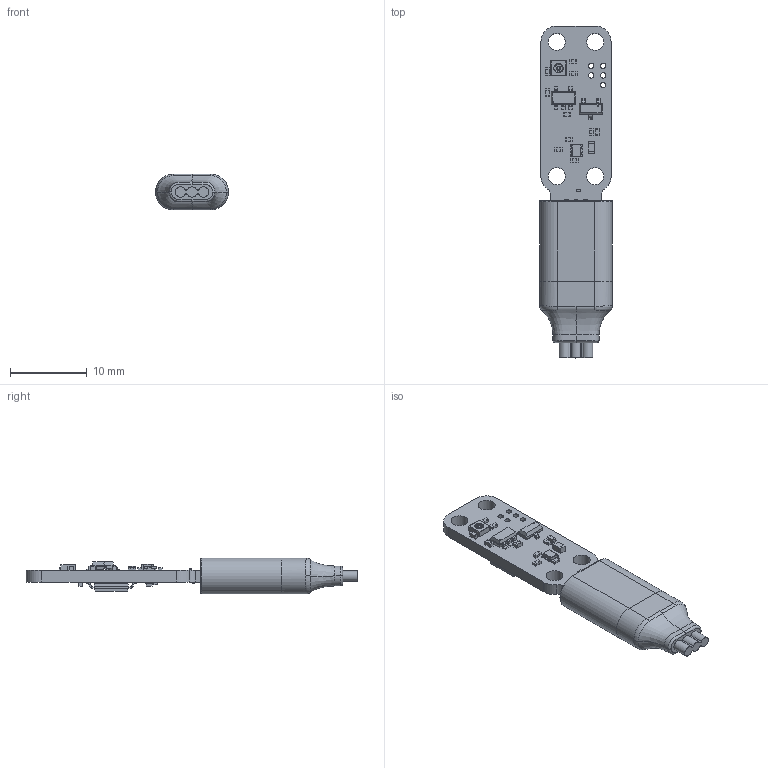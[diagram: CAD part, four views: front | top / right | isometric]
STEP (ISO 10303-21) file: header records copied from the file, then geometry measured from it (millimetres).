
FILE_DESCRIPTION(('Open CASCADE Model'),'2;1');
FILE_NAME('Open CASCADE Shape Model','2021-02-09T19:50:29',('Author'),( 'Open CASCADE'),'Open CASCADE STEP processor 6.8','Open CASCADE 6.8' ,'Unknown');
FILE_SCHEMA(('AUTOMOTIVE_DESIGN { 1 0 10303 214 1 1 1 1 }'));
Length unit declared in the file: millimetre
Products named in the file (59): PCB; Board; Open CASCADE STEP translator 6.8 1.1.1; R2; 6104446208; Extruded; 6104449888; J1; MSRC_JACDAC_Cable_Connector; PRT0005; ASM0001_ASM_(1); PRT0001_(1); PRT0003_(1); PRT0002_(1); PRT0004_(1); R6; R7; D5; MSRC-0603_LED_orange; U2; MSRC_SHTC3_RGB8421504; R5; D4; MSRC-TZ-P4-1615RGBTCA1-0.55T; U3; TSSOP20_STM; R4; D3; 6104448208; D1; MSRC-Nexperia_SOT23; C4; 6104456208; 6104457728; D2; U1; MSFT-SOT23-5; Model; R3; R1 ...
Assembly tree (92 placements, depth 5):
  PCB
    Board
      Open CASCADE STEP translator 6.8 1.1.1
    R2
      6104446208
        Extruded
      6104449888  x2
        Extruded
    J1
      MSRC_JACDAC_Cable_Connector
        PRT0005
        ASM0001_ASM_(1)
          PRT0001_(1)
          PRT0003_(1)  x2
          PRT0002_(1)  x3
          PRT0004_(1)
    R6
      6104449888  x2
        Extruded
      6104446208
        Extruded
    R7
      6104446208
        Extruded
      6104449888  x2
        Extruded
    D5
      MSRC-0603_LED_orange
    U2
      MSRC_SHTC3_RGB8421504
    R5
      6104446208
        Extruded
      6104449888  x2
        Extruded
    D4
      MSRC-TZ-P4-1615RGBTCA1-0.55T
    U3
      TSSOP20_STM
    R4
      6104449888  x2
        Extruded
      6104446208
        Extruded
    D3
      6104448208
        Extruded
    D1
      MSRC-Nexperia_SOT23
    C4
      6104456208  x2
        Extruded
      6104457728
        Extruded
    D2
      6104448208
        Extruded
    U1
      MSFT-SOT23-5
        Model
Bounding box: 9.5 x 43.24 x 4.65 mm (x, y, z)
Volume: 945.9 mm3; surface area: 2061.3 mm2
Topology: 97 solids, 97 shells, 1362 faces, 3456 edges, 2282 vertices
Faces by surface type: plane 982, cylinder 352, bspline 20, torus 4, sphere 4
Full cylindrical faces by diameter (mm): 0.152 x1, 0.165 x1, 0.224 x1, 0.5 x1, 0.7 x5, 0.71 x3, 1 x1, 2.2 x4
Entity records: 43296 total; most frequent: CARTESIAN_POINT 12836, DIRECTION 5315, ORIENTED_EDGE 5232, EDGE_CURVE 2616, LINE 2001, VECTOR 2001, VERTEX_POINT 1722, AXIS2_PLACEMENT_3D 1657
